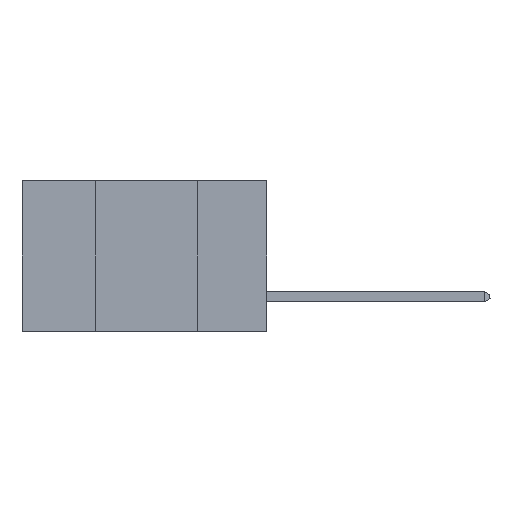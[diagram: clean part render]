
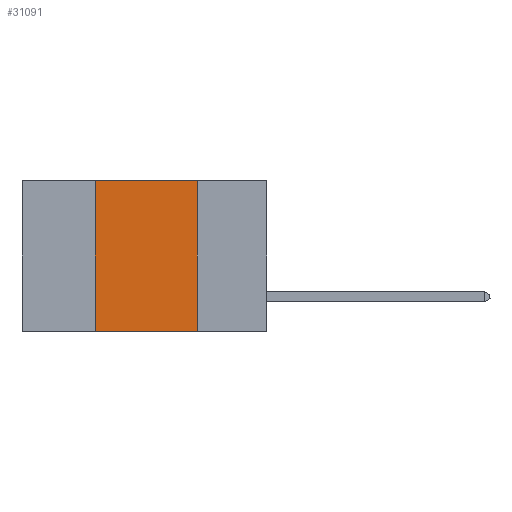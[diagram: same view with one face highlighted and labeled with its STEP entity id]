
A CAD part, left-side view. The second image highlights one B-rep face of the part: STEP entity #31091.
In plain terms, the highlighted planar face has unit normal (-1, 0, 0).
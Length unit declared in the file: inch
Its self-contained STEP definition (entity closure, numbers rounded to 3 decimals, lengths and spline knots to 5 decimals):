
#801 = CARTESIAN_POINT ( 'NONE',  ( 0., 0.42, 0. ) ) ;
#2459 = ORIENTED_EDGE ( 'NONE', *, *, #12834, .T. ) ;
#2806 = CARTESIAN_POINT ( 'NONE',  ( 0., 0.6, 0. ) ) ;
#5199 = CARTESIAN_POINT ( 'NONE',  ( 0., 0.42, 0. ) ) ;
#5916 = EDGE_CURVE ( 'NONE', #22669, #24637, #19620, .T. ) ;
#9458 = FACE_OUTER_BOUND ( 'NONE', #17093, .T. ) ;
#9560 = VECTOR ( 'NONE', #37018, 39.37008 ) ;
#10222 = DIRECTION ( 'NONE',  ( 0., 0., -1. ) ) ;
#11811 = CARTESIAN_POINT ( 'NONE',  ( 0., 0.6, -0.37 ) ) ;
#12101 = CARTESIAN_POINT ( 'NONE',  ( 0., 0.17, 0. ) ) ;
#12834 = EDGE_CURVE ( 'NONE', #35142, #12898, #39954, .T. ) ;
#12898 = VERTEX_POINT ( 'NONE', #43776 ) ;
#13803 = CARTESIAN_POINT ( 'NONE',  ( 0., 0.6, 0. ) ) ;
#15584 = CARTESIAN_POINT ( 'NONE',  ( 0., 0.42, -0.37 ) ) ;
#17093 = EDGE_LOOP ( 'NONE', ( #19437, #26972, #37636, #2459 ) ) ;
#17859 = VECTOR ( 'NONE', #10222, 39.37008 ) ;
#19437 = ORIENTED_EDGE ( 'NONE', *, *, #24291, .F. ) ;
#19620 = LINE ( 'NONE', #2806, #9560 ) ;
#22669 = VERTEX_POINT ( 'NONE', #5199 ) ;
#23501 = DIRECTION ( 'NONE',  ( 0., 0., -1. ) ) ;
#23645 = PLANE ( 'NONE',  #28501 ) ;
#24291 = EDGE_CURVE ( 'NONE', #24637, #12898, #41846, .T. ) ;
#24637 = VERTEX_POINT ( 'NONE', #12101 ) ;
#25023 = VECTOR ( 'NONE', #38136, 39.37008 ) ;
#26394 = EDGE_CURVE ( 'NONE', #35142, #22669, #28452, .T. ) ;
#26972 = ORIENTED_EDGE ( 'NONE', *, *, #5916, .F. ) ;
#28452 = LINE ( 'NONE', #801, #31177 ) ;
#28501 = AXIS2_PLACEMENT_3D ( 'NONE', #13803, #30341, #23501 ) ;
#30341 = DIRECTION ( 'NONE',  ( 1., 0., 0. ) ) ;
#30958 = DIRECTION ( 'NONE',  ( 0., 0., 1. ) ) ;
#31091 = ADVANCED_FACE ( 'NONE', ( #9458 ), #23645, .F. ) ;
#31177 = VECTOR ( 'NONE', #30958, 39.37008 ) ;
#35142 = VERTEX_POINT ( 'NONE', #15584 ) ;
#36139 = CARTESIAN_POINT ( 'NONE',  ( 0., 0.17, 0. ) ) ;
#37018 = DIRECTION ( 'NONE',  ( 0., -1., 0. ) ) ;
#37636 = ORIENTED_EDGE ( 'NONE', *, *, #26394, .F. ) ;
#38136 = DIRECTION ( 'NONE',  ( 0., -1., 0. ) ) ;
#39954 = LINE ( 'NONE', #11811, #25023 ) ;
#41846 = LINE ( 'NONE', #36139, #17859 ) ;
#43776 = CARTESIAN_POINT ( 'NONE',  ( 0., 0.17, -0.37 ) ) ;
